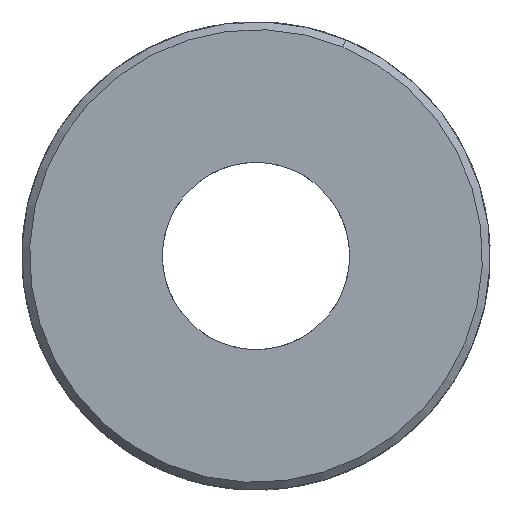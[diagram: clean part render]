
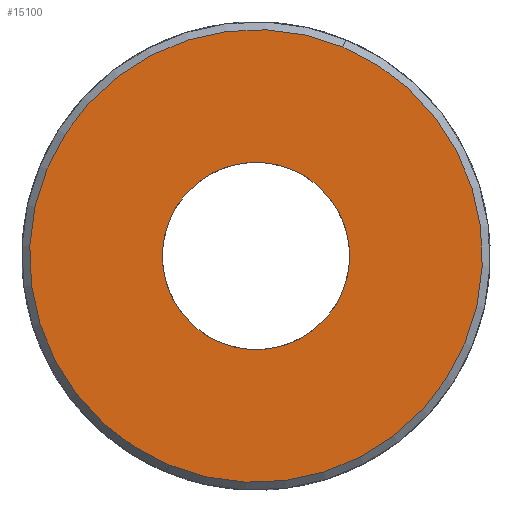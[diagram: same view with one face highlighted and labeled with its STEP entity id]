
A CAD part, left-side view. The second image highlights one B-rep face of the part: STEP entity #15100.
In plain terms, the highlighted face is planar.
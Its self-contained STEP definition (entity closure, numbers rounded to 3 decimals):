
#14490=CARTESIAN_POINT('',(0.,0.,0.));
#14491=DIRECTION('',(0.,0.,1.));
#14492=DIRECTION('',(-1.,0.,0.));
#14493=AXIS2_PLACEMENT_3D('',#14490,#14491,#14492);
#14495=CARTESIAN_POINT('',(0.,0.,0.));
#14496=DIRECTION('',(0.,0.,1.));
#14497=DIRECTION('',(1.,0.,0.));
#14498=AXIS2_PLACEMENT_3D('',#14495,#14496,#14497);
#14940=CARTESIAN_POINT('',(0.,0.,0.));
#14941=DIRECTION('',(0.,0.,1.));
#14942=DIRECTION('',(-1.,0.,0.));
#14943=AXIS2_PLACEMENT_3D('',#14940,#14941,#14942);
#14949=CARTESIAN_POINT('',(0.,0.,0.));
#14950=DIRECTION('',(0.,0.,1.));
#14951=DIRECTION('',(1.,0.,0.));
#14952=AXIS2_PLACEMENT_3D('',#14949,#14950,#14951);
#14963=CARTESIAN_POINT('',(58.,0.,0.));
#14964=CARTESIAN_POINT('',(-58.,0.,0.));
#14965=VERTEX_POINT('',#14963);
#14966=VERTEX_POINT('',#14964);
#14989=CARTESIAN_POINT('',(24.,0.,0.));
#14990=CARTESIAN_POINT('',(-24.,0.,0.));
#14991=VERTEX_POINT('',#14989);
#14992=VERTEX_POINT('',#14990);
#15084=CARTESIAN_POINT('',(0.,0.,0.));
#15085=DIRECTION('',(0.,0.,1.));
#15086=DIRECTION('',(1.,0.,0.));
#15087=AXIS2_PLACEMENT_3D('',#15084,#15085,#15086);
#15088=PLANE('',#15087);
#15090=ORIENTED_EDGE('',*,*,#15089,.T.);
#15091=ORIENTED_EDGE('',*,*,#15073,.T.);
#15092=EDGE_LOOP('',(#15090,#15091));
#15093=FACE_OUTER_BOUND('',#15092,.F.);
#15095=ORIENTED_EDGE('',*,*,#15094,.F.);
#15097=ORIENTED_EDGE('',*,*,#15096,.F.);
#15098=EDGE_LOOP('',(#15095,#15097));
#15099=FACE_BOUND('',#15098,.F.);
#15100=ADVANCED_FACE('',(#15093,#15099),#15088,.F.);
#14494=CIRCLE('',#14493,58.);
#14499=CIRCLE('',#14498,58.);
#14944=CIRCLE('',#14943,24.);
#14953=CIRCLE('',#14952,24.);
#15073=EDGE_CURVE('',#14965,#14966,#14499,.T.);
#15089=EDGE_CURVE('',#14966,#14965,#14494,.T.);
#15094=EDGE_CURVE('',#14991,#14992,#14953,.T.);
#15096=EDGE_CURVE('',#14992,#14991,#14944,.T.);
